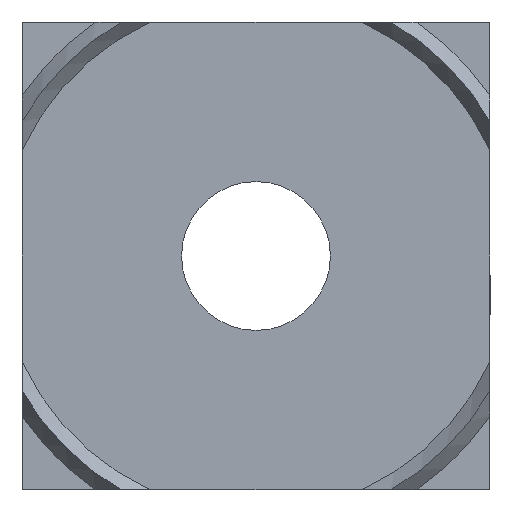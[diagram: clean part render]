
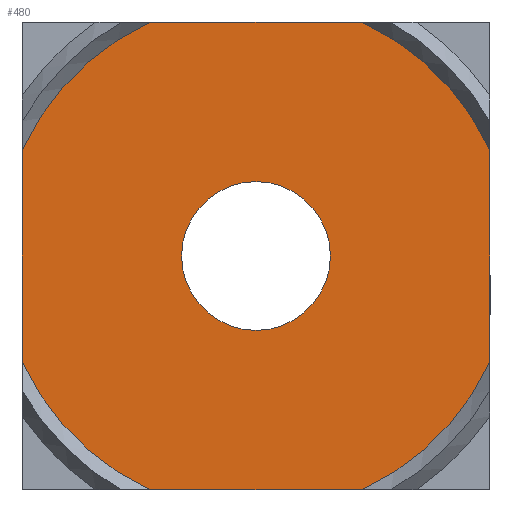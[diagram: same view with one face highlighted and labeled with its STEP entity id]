
A CAD part, left-side view. The second image highlights one B-rep face of the part: STEP entity #480.
In plain terms, the highlighted planar face has unit normal (-1, 0, 0).
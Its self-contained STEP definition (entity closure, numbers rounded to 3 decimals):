
#24=FACE_BOUND('',#101,.T.);
#57=PLANE('',#534);
#74=FACE_OUTER_BOUND('',#100,.T.);
#100=EDGE_LOOP('',(#370,#371,#372,#373,#374,#375,#376,#377));
#101=EDGE_LOOP('',(#378,#379));
#135=LINE('',#768,#163);
#136=LINE('',#780,#164);
#137=LINE('',#784,#165);
#138=LINE('',#788,#166);
#163=VECTOR('',#616,5.836);
#164=VECTOR('',#621,5.836);
#165=VECTOR('',#624,5.836);
#166=VECTOR('',#627,5.836);
#175=CIRCLE('',#518,2.067);
#176=CIRCLE('',#519,2.067);
#183=CIRCLE('',#535,7.125);
#184=CIRCLE('',#536,7.125);
#185=CIRCLE('',#537,7.125);
#186=CIRCLE('',#538,7.125);
#196=VERTEX_POINT('',#690);
#197=VERTEX_POINT('',#691);
#219=VERTEX_POINT('',#763);
#220=VERTEX_POINT('',#767);
#222=VERTEX_POINT('',#777);
#223=VERTEX_POINT('',#779);
#224=VERTEX_POINT('',#781);
#225=VERTEX_POINT('',#783);
#226=VERTEX_POINT('',#785);
#227=VERTEX_POINT('',#787);
#246=EDGE_CURVE('',#196,#197,#175,.T.);
#247=EDGE_CURVE('',#197,#196,#176,.T.);
#277=EDGE_CURVE('',#220,#219,#135,.T.);
#280=EDGE_CURVE('',#219,#222,#183,.T.);
#281=EDGE_CURVE('',#222,#223,#136,.T.);
#282=EDGE_CURVE('',#223,#224,#184,.T.);
#283=EDGE_CURVE('',#224,#225,#137,.T.);
#284=EDGE_CURVE('',#225,#226,#185,.T.);
#285=EDGE_CURVE('',#226,#227,#138,.T.);
#286=EDGE_CURVE('',#227,#220,#186,.T.);
#370=ORIENTED_EDGE('',*,*,#280,.T.);
#371=ORIENTED_EDGE('',*,*,#281,.T.);
#372=ORIENTED_EDGE('',*,*,#282,.T.);
#373=ORIENTED_EDGE('',*,*,#283,.T.);
#374=ORIENTED_EDGE('',*,*,#284,.T.);
#375=ORIENTED_EDGE('',*,*,#285,.T.);
#376=ORIENTED_EDGE('',*,*,#286,.T.);
#377=ORIENTED_EDGE('',*,*,#277,.T.);
#378=ORIENTED_EDGE('',*,*,#246,.T.);
#379=ORIENTED_EDGE('',*,*,#247,.T.);
#480=ADVANCED_FACE('',(#74,#24),#57,.F.);
#518=AXIS2_PLACEMENT_3D('',#692,#568,#569);
#519=AXIS2_PLACEMENT_3D('',#693,#570,#571);
#534=AXIS2_PLACEMENT_3D('',#776,#617,#618);
#535=AXIS2_PLACEMENT_3D('',#778,#619,#620);
#536=AXIS2_PLACEMENT_3D('',#782,#622,#623);
#537=AXIS2_PLACEMENT_3D('',#786,#625,#626);
#538=AXIS2_PLACEMENT_3D('',#789,#628,#629);
#568=DIRECTION('center_axis',(1.,0.,0.));
#569=DIRECTION('ref_axis',(0.,0.,1.));
#570=DIRECTION('center_axis',(1.,0.,0.));
#571=DIRECTION('ref_axis',(0.,0.,1.));
#616=DIRECTION('',(0.,-1.,0.));
#617=DIRECTION('center_axis',(1.,0.,0.));
#618=DIRECTION('ref_axis',(0.,0.,-1.));
#619=DIRECTION('center_axis',(-1.,0.,0.));
#620=DIRECTION('ref_axis',(0.,1.,0.));
#621=DIRECTION('',(0.,0.,1.));
#622=DIRECTION('center_axis',(-1.,0.,0.));
#623=DIRECTION('ref_axis',(0.,1.,0.));
#624=DIRECTION('',(0.,1.,0.));
#625=DIRECTION('center_axis',(-1.,0.,0.));
#626=DIRECTION('ref_axis',(0.,1.,0.));
#627=DIRECTION('',(0.,0.,-1.));
#628=DIRECTION('center_axis',(-1.,0.,0.));
#629=DIRECTION('ref_axis',(0.,1.,0.));
#690=CARTESIAN_POINT('',(0.,0.,2.067));
#691=CARTESIAN_POINT('',(0.,0.,-2.067));
#692=CARTESIAN_POINT('Origin',(0.,0.,0.));
#693=CARTESIAN_POINT('Origin',(0.,0.,0.));
#763=CARTESIAN_POINT('',(0.,-2.918,-6.5));
#767=CARTESIAN_POINT('',(0.,2.918,-6.5));
#768=CARTESIAN_POINT('',(0.,6.5,-6.5));
#776=CARTESIAN_POINT('Origin',(0.,0.,0.));
#777=CARTESIAN_POINT('',(0.,-6.5,-2.918));
#778=CARTESIAN_POINT('Origin',(0.,0.,0.));
#779=CARTESIAN_POINT('',(0.,-6.5,2.918));
#780=CARTESIAN_POINT('',(0.,-6.5,-6.5));
#781=CARTESIAN_POINT('',(0.,-2.918,6.5));
#782=CARTESIAN_POINT('Origin',(0.,0.,0.));
#783=CARTESIAN_POINT('',(0.,2.918,6.5));
#784=CARTESIAN_POINT('',(0.,-6.5,6.5));
#785=CARTESIAN_POINT('',(0.,6.5,2.918));
#786=CARTESIAN_POINT('Origin',(0.,0.,0.));
#787=CARTESIAN_POINT('',(0.,6.5,-2.918));
#788=CARTESIAN_POINT('',(0.,6.5,6.5));
#789=CARTESIAN_POINT('Origin',(0.,0.,0.));
